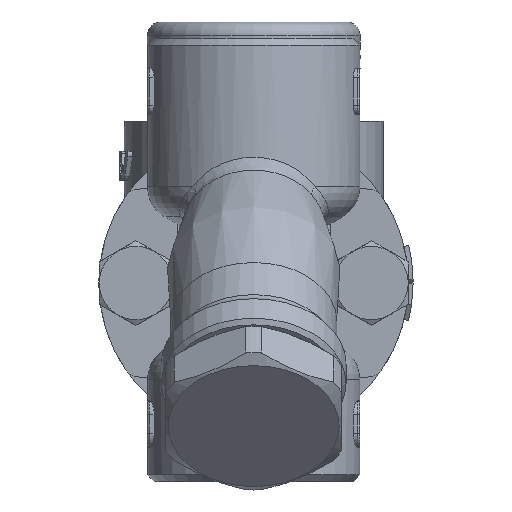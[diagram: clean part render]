
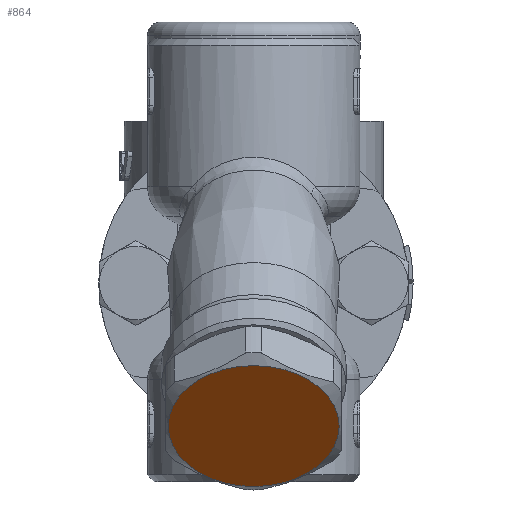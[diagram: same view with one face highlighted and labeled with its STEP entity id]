
A CAD part, left-side view. The second image highlights one B-rep face of the part: STEP entity #864.
In plain terms, the highlighted planar face has unit normal (-0.707, 0, -0.707).
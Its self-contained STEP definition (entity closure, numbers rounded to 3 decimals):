
#620=CARTESIAN_POINT('',(-46.881,0.0,-44.044));
#621=VERTEX_POINT('',#620);
#622=CARTESIAN_POINT('',(-59.963,0.0,-30.963));
#623=DIRECTION('',(-0.707,0.,-0.707));
#624=DIRECTION('',(0.707,0.0,-0.707));
#625=AXIS2_PLACEMENT_3D('',#622,#623,#624);
#626=CIRCLE('',#625,18.5);
#627=EDGE_CURVE('',#621,#621,#626,.T.);
#856=CARTESIAN_POINT('',(-59.963,0.,-30.963));
#857=DIRECTION('',(0.707,0.,0.707));
#858=DIRECTION('',(0.707,0.0,-0.707));
#859=AXIS2_PLACEMENT_3D('',#856,#857,#858);
#860=PLANE('',#859);
#861=ORIENTED_EDGE('',*,*,#627,.T.);
#862=EDGE_LOOP('',(#861));
#863=FACE_OUTER_BOUND('',#862,.T.);
#864=ADVANCED_FACE('',(#863),#860,.F.);
